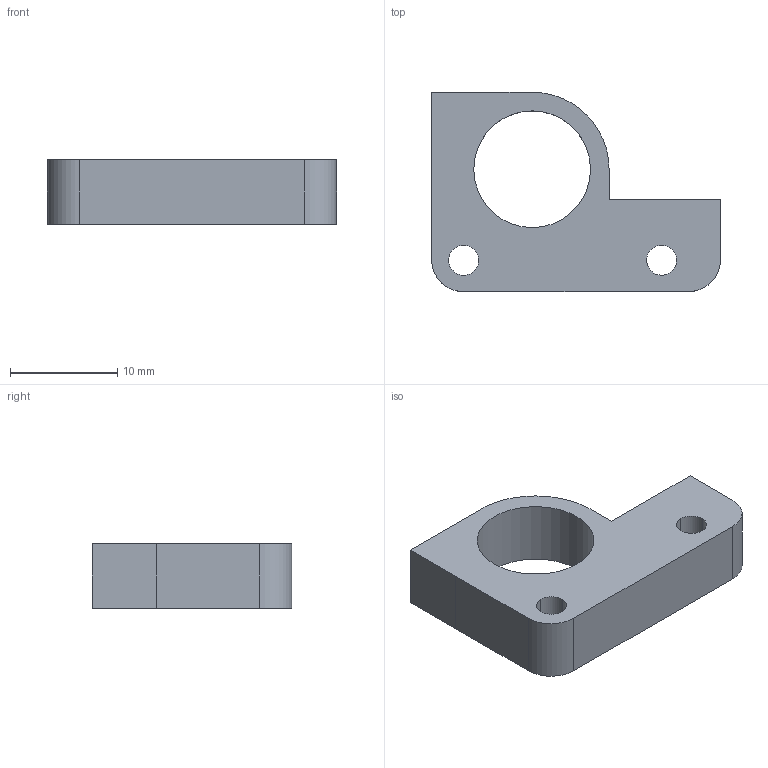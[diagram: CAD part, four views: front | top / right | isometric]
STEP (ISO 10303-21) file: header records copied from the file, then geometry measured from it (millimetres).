
FILE_DESCRIPTION (( 'STEP AP214' ), '1' );
FILE_NAME ('1119-A2P-A.STEP', '2013-05-15T14:51:18', ( '3DAssist' ), ( '' ), 'SwSTEP 2.0', 'SolidWorks 2013', '' );
FILE_SCHEMA (( 'AUTOMOTIVE_DESIGN' ));
Length unit declared in the file: millimetre
Products named in the file (1): 1119-A2P-A
Bounding box: 27 x 18.62 x 6 mm (x, y, z)
Volume: 1667 mm3; surface area: 1380.1 mm2
Topology: 1 solids, 1 shells, 20 faces, 54 edges, 36 vertices
Faces by surface type: bspline 10, plane 9, cylinder 1
Full cylindrical faces by diameter (mm): 10.9 x1
Entity records: 733 total; most frequent: CARTESIAN_POINT 252, ORIENTED_EDGE 106, DIRECTION 57, EDGE_CURVE 53, VERTEX_POINT 36, VECTOR 31, LINE 31, EDGE_LOOP 27
